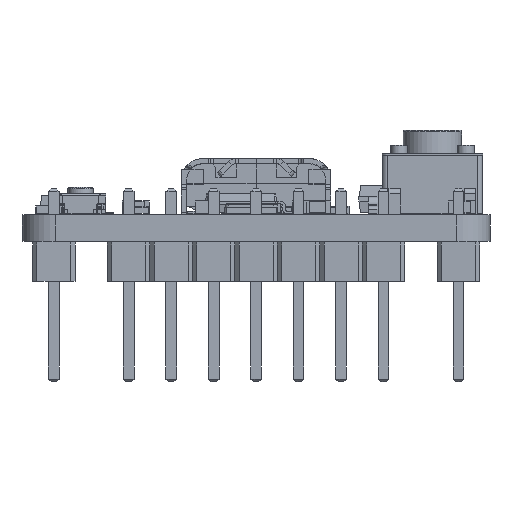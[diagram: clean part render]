
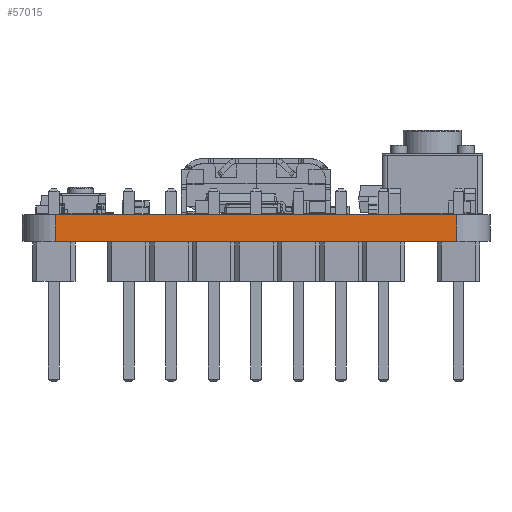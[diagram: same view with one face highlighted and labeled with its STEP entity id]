
A CAD part, left-side view. The second image highlights one B-rep face of the part: STEP entity #57015.
In plain terms, the highlighted planar face has unit normal (-1, 0, 0).
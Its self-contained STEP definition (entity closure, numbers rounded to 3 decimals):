
#55848 = VERTEX_POINT('',#55849);
#55849 = CARTESIAN_POINT('',(-24.992,11.992,0.));
#55856 = EDGE_CURVE('',#55857,#55848,#55859,.T.);
#55857 = VERTEX_POINT('',#55858);
#55858 = CARTESIAN_POINT('',(-24.992,-12.008,0.));
#55859 = LINE('',#55860,#55861);
#55860 = CARTESIAN_POINT('',(-24.992,-12.008,0.));
#55861 = VECTOR('',#55862,1.);
#55862 = DIRECTION('',(0.,1.,0.));
#56418 = VERTEX_POINT('',#56419);
#56419 = CARTESIAN_POINT('',(-24.992,11.992,1.6));
#56426 = EDGE_CURVE('',#56427,#56418,#56429,.T.);
#56427 = VERTEX_POINT('',#56428);
#56428 = CARTESIAN_POINT('',(-24.992,-12.008,1.6));
#56429 = LINE('',#56430,#56431);
#56430 = CARTESIAN_POINT('',(-24.992,-12.008,1.6));
#56431 = VECTOR('',#56432,1.);
#56432 = DIRECTION('',(0.,1.,0.));
#56985 = EDGE_CURVE('',#55848,#56418,#56986,.T.);
#56986 = LINE('',#56987,#56988);
#56987 = CARTESIAN_POINT('',(-24.992,11.992,0.));
#56988 = VECTOR('',#56989,1.);
#56989 = DIRECTION('',(0.,0.,1.));
#57015 = ADVANCED_FACE('',(#57016),#57027,.T.);
#57016 = FACE_BOUND('',#57017,.T.);
#57017 = EDGE_LOOP('',(#57018,#57024,#57025,#57026));
#57018 = ORIENTED_EDGE('',*,*,#57019,.T.);
#57019 = EDGE_CURVE('',#55857,#56427,#57020,.T.);
#57020 = LINE('',#57021,#57022);
#57021 = CARTESIAN_POINT('',(-24.992,-12.008,0.));
#57022 = VECTOR('',#57023,1.);
#57023 = DIRECTION('',(0.,0.,1.));
#57024 = ORIENTED_EDGE('',*,*,#56426,.T.);
#57025 = ORIENTED_EDGE('',*,*,#56985,.F.);
#57026 = ORIENTED_EDGE('',*,*,#55856,.F.);
#57027 = PLANE('',#57028);
#57028 = AXIS2_PLACEMENT_3D('',#57029,#57030,#57031);
#57029 = CARTESIAN_POINT('',(-24.992,-12.008,0.));
#57030 = DIRECTION('',(-1.,0.,0.));
#57031 = DIRECTION('',(0.,1.,0.));
